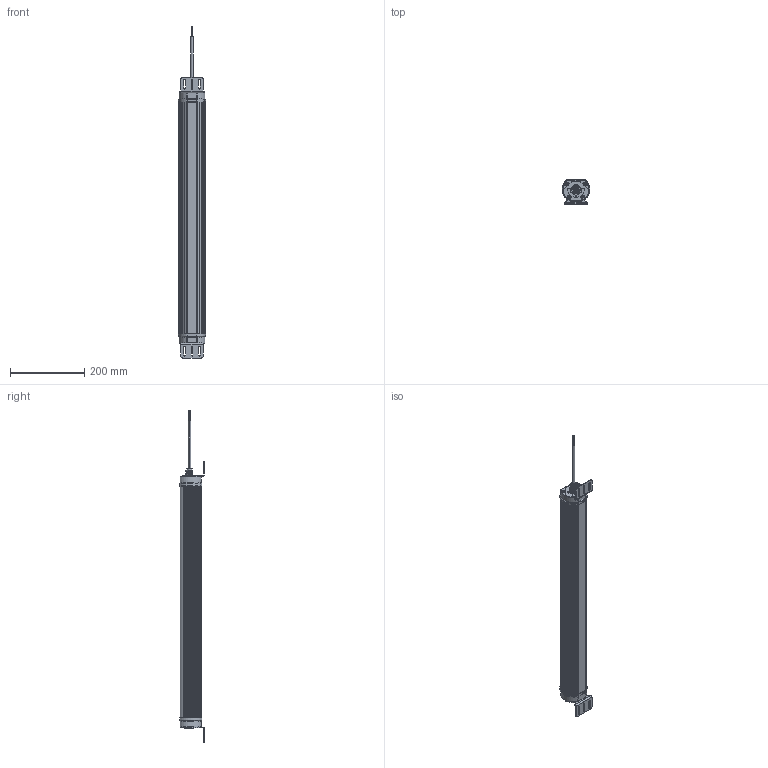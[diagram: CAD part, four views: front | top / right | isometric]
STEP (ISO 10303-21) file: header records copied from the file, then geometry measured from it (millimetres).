
FILE_DESCRIPTION (( 'STEP AP203' ), '1' );
FILE_NAME ('TA0521S04W03.step', '2025-06-30T14:11:56', ( '' ), ( '' ), 'SwSTEP 2.0', 'SolidWorks 2024', '' );
FILE_SCHEMA (( 'CONFIG_CONTROL_DESIGN' ));
Length unit declared in the file: inch
Products named in the file (1): TA0521S04W03
Bounding box: 72.78 x 66.7 x 893.3 mm (x, y, z)
Volume: 2293939.8 mm3; surface area: 244671.9 mm2
Topology: 3 solids, 13 shells, 695 faces, 1707 edges, 1076 vertices
Faces by surface type: cylinder 331, plane 238, cone 106, torus 20
Entity records: 20670 total; most frequent: DIRECTION 3873, CARTESIAN_POINT 3501, ORIENTED_EDGE 3398, EDGE_CURVE 1699, AXIS2_PLACEMENT_3D 1488, VERTEX_POINT 1076, LINE 897, VECTOR 897
